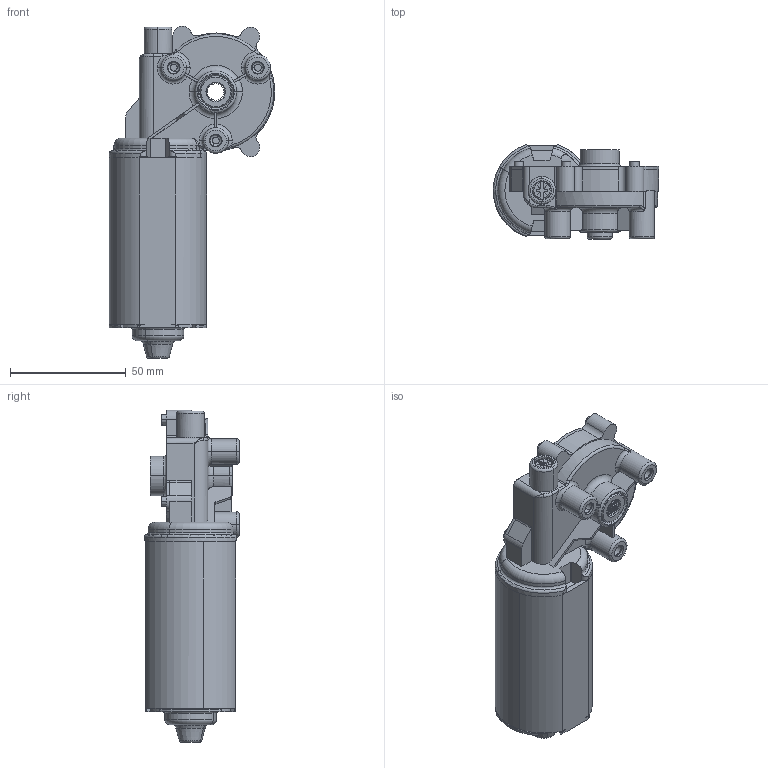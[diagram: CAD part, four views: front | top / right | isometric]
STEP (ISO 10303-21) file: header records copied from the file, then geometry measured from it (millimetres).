
FILE_DESCRIPTION(('CATIA V5 STEP Exchange'),'2;1');
FILE_NAME('404.763.stp','2010-02-15T15:11:49+00:00',('none'),('none'),'CATIA Version 5 Release 16 (IN-10)','CATIA V5 STEP AP214','none');
FILE_SCHEMA(('AUTOMOTIVE_DESIGN { 1 0 10303 214 1 1 1 1 }'));
Length unit declared in the file: millimetre
Products named in the file (1): 404.763
Bounding box: 71.46 x 40.73 x 143.5 mm (x, y, z)
Volume: 86497.7 mm3; surface area: 48720.5 mm2
Topology: 1 solids, 2 shells, 856 faces, 2313 edges, 1461 vertices
Faces by surface type: cylinder 317, plane 296, torus 113, cone 64, bspline 40, sphere 22, extrusion 4
Entity records: 27377 total; most frequent: CARTESIAN_POINT 8294, ORIENTED_EDGE 4584, DIRECTION 2849, EDGE_CURVE 2292, VERTEX_POINT 1461, AXIS2_PLACEMENT_3D 1401, VECTOR 926, LINE 922
